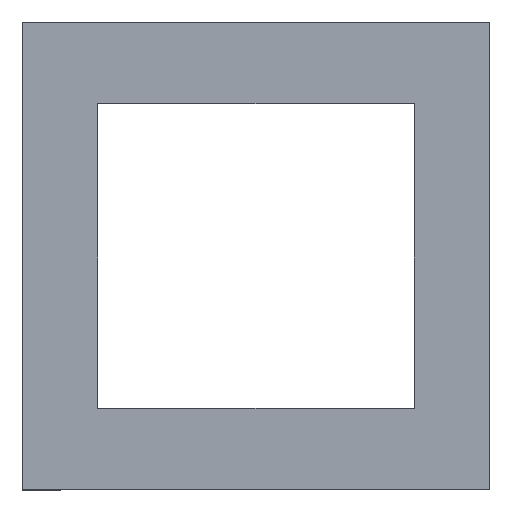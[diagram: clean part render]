
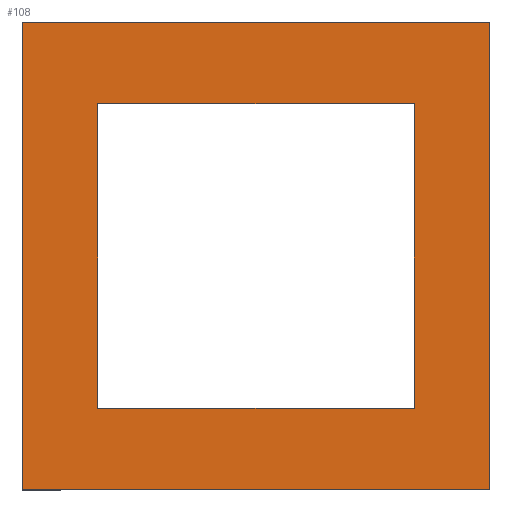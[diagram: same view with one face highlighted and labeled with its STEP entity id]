
A CAD part, top view. The second image highlights one B-rep face of the part: STEP entity #108.
In plain terms, the highlighted planar face has unit normal (0, 0, 1).
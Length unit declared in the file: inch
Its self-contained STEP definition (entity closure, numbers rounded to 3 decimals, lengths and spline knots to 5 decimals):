
#96=FACE_BOUND('',#136,.T.);
#97=FACE_BOUND('',#137,.T.);
#108=ADVANCED_FACE('',(#96,#97),#118,.T.);
#118=PLANE('',#285);
#136=EDGE_LOOP('',(#172,#173,#174,#175));
#137=EDGE_LOOP('',(#176,#177,#178,#179));
#172=ORIENTED_EDGE('',*,*,#216,.T.);
#173=ORIENTED_EDGE('',*,*,#220,.T.);
#174=ORIENTED_EDGE('',*,*,#223,.T.);
#175=ORIENTED_EDGE('',*,*,#225,.T.);
#176=ORIENTED_EDGE('',*,*,#206,.T.);
#177=ORIENTED_EDGE('',*,*,#210,.T.);
#178=ORIENTED_EDGE('',*,*,#213,.T.);
#179=ORIENTED_EDGE('',*,*,#227,.T.);
#190=VERTEX_POINT('',#338);
#191=VERTEX_POINT('',#340);
#193=VERTEX_POINT('',#346);
#195=VERTEX_POINT('',#352);
#198=VERTEX_POINT('',#359);
#199=VERTEX_POINT('',#361);
#201=VERTEX_POINT('',#367);
#203=VERTEX_POINT('',#373);
#206=EDGE_CURVE('',#191,#190,#230,.T.);
#210=EDGE_CURVE('',#190,#193,#234,.T.);
#213=EDGE_CURVE('',#193,#195,#237,.T.);
#216=EDGE_CURVE('',#199,#198,#240,.T.);
#220=EDGE_CURVE('',#198,#201,#244,.T.);
#223=EDGE_CURVE('',#201,#203,#247,.T.);
#225=EDGE_CURVE('',#203,#199,#249,.T.);
#227=EDGE_CURVE('',#195,#191,#251,.T.);
#230=LINE('',#339,#254);
#234=LINE('',#347,#258);
#237=LINE('',#353,#261);
#240=LINE('',#360,#264);
#244=LINE('',#368,#268);
#247=LINE('',#374,#271);
#249=LINE('',#377,#273);
#251=LINE('',#380,#275);
#254=VECTOR('',#291,1.);
#258=VECTOR('',#297,1.);
#261=VECTOR('',#302,1.);
#264=VECTOR('',#307,1.);
#268=VECTOR('',#313,1.);
#271=VECTOR('',#318,1.);
#273=VECTOR('',#322,1.);
#275=VECTOR('',#326,1.);
#285=AXIS2_PLACEMENT_3D('',#382,#329,#330);
#291=DIRECTION('',(0.,1.,0.));
#297=DIRECTION('',(1.,0.,0.));
#302=DIRECTION('',(0.,-1.,0.));
#307=DIRECTION('',(0.,-1.,0.));
#313=DIRECTION('',(1.,0.,0.));
#318=DIRECTION('',(0.,1.,0.));
#322=DIRECTION('',(-1.,0.,0.));
#326=DIRECTION('',(-1.,0.,0.));
#329=DIRECTION('',(0.,0.,1.));
#330=DIRECTION('',(1.,0.,0.));
#338=CARTESIAN_POINT('',(-4.06,3.91,0.275));
#339=CARTESIAN_POINT('',(-4.06,-3.91,0.275));
#340=CARTESIAN_POINT('',(-4.06,-3.91,0.275));
#346=CARTESIAN_POINT('',(4.06,3.91,0.275));
#347=CARTESIAN_POINT('',(-4.06,3.91,0.275));
#352=CARTESIAN_POINT('',(4.06,-3.91,0.275));
#353=CARTESIAN_POINT('',(4.06,3.91,0.275));
#359=CARTESIAN_POINT('',(-6.,-6.,0.275));
#360=CARTESIAN_POINT('',(-6.,6.,0.275));
#361=CARTESIAN_POINT('',(-6.,6.,0.275));
#367=CARTESIAN_POINT('',(6.,-6.,0.275));
#368=CARTESIAN_POINT('',(-6.,-6.,0.275));
#373=CARTESIAN_POINT('',(6.,6.,0.275));
#374=CARTESIAN_POINT('',(6.,-6.,0.275));
#377=CARTESIAN_POINT('',(6.,6.,0.275));
#380=CARTESIAN_POINT('',(4.06,-3.91,0.275));
#382=CARTESIAN_POINT('',(0.,0.,0.275));
